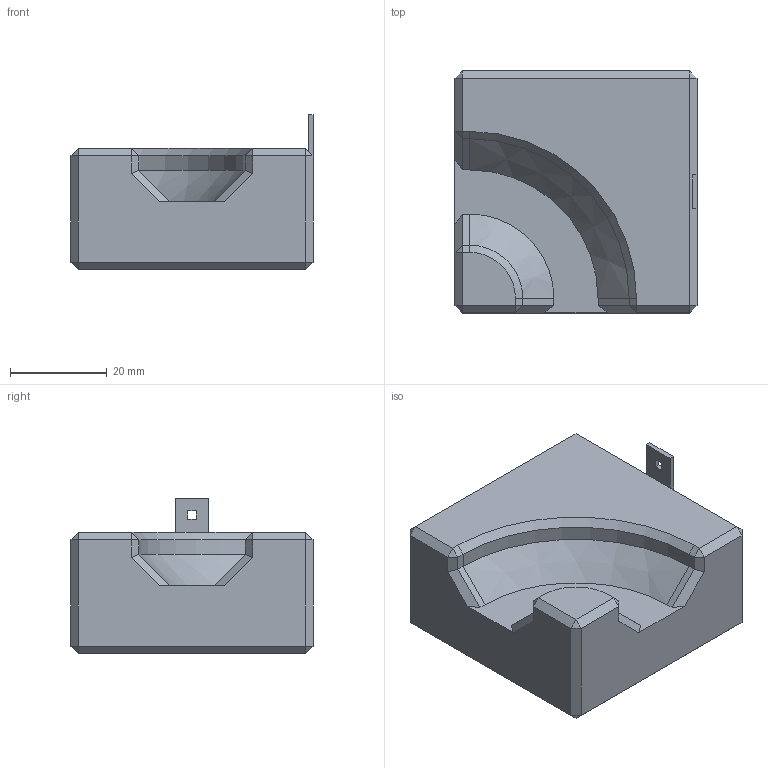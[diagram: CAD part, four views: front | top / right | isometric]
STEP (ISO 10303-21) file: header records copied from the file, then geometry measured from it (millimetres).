
FILE_DESCRIPTION (( 'STEP AP214' ), '1' );
FILE_NAME ('Cuboro_K.STEP', '2022-02-24T19:28:49', ( '' ), ( '' ), 'SwSTEP 2.0', 'SolidWorks 2019', '' );
FILE_SCHEMA (( 'AUTOMOTIVE_DESIGN' ));
Length unit declared in the file: millimetre
Products named in the file (1): Cuboro_K
Bounding box: 50 x 50 x 32 mm (x, y, z)
Volume: 53783.4 mm3; surface area: 9786.8 mm2
Topology: 1 solids, 1 shells, 68 faces, 150 edges, 84 vertices
Faces by surface type: plane 62, cone 4, cylinder 2
Entity records: 1816 total; most frequent: CARTESIAN_POINT 303, ORIENTED_EDGE 300, DIRECTION 296, EDGE_CURVE 150, LINE 142, VECTOR 142, VERTEX_POINT 84, AXIS2_PLACEMENT_3D 77
